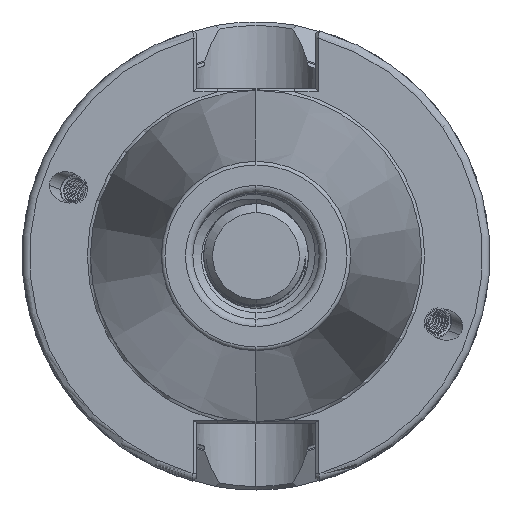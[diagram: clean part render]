
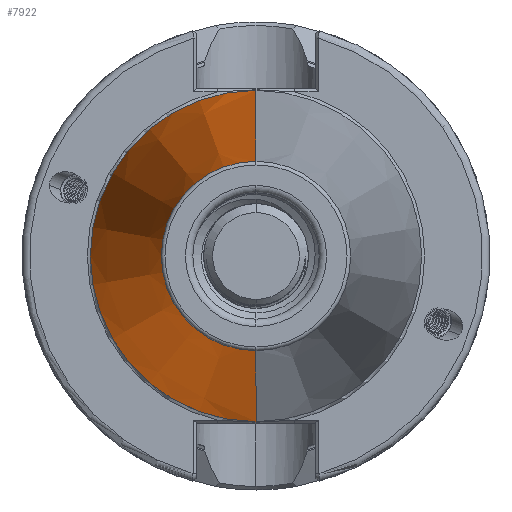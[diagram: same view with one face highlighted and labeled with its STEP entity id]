
A CAD part, left-side view. The second image highlights one B-rep face of the part: STEP entity #7922.
In plain terms, the highlighted conical face has half-angle 8.297 degrees and reference radius 22.298 mm.
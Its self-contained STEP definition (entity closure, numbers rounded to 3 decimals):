
#4285 = VERTEX_POINT ( 'NONE', #13788 ) ;
#4287 = VERTEX_POINT ( 'NONE', #13746 ) ;
#4310 = VERTEX_POINT ( 'NONE', #13844 ) ;
#4321 = VERTEX_POINT ( 'NONE', #13852 ) ;
#5917 = DIRECTION ( 'NONE',  ( 0., 0., -1. ) ) ;
#5926 = DIRECTION ( 'NONE',  ( 1., 0., 0. ) ) ;
#5935 = CARTESIAN_POINT ( 'NONE',  ( -1.5, 0., 0. ) ) ;
#6573 = DIRECTION ( 'NONE',  ( 0., 0., -1. ) ) ;
#6581 = DIRECTION ( 'NONE',  ( 1., 0., 0. ) ) ;
#6616 = CARTESIAN_POINT ( 'NONE',  ( -1.5, 0., 0. ) ) ;
#7132 = AXIS2_PLACEMENT_3D ( 'NONE', #6616, #6581, #6573 ) ;
#7299 = AXIS2_PLACEMENT_3D ( 'NONE', #8090, #8092, #8068 ) ;
#7307 = AXIS2_PLACEMENT_3D ( 'NONE', #5935, #5926, #5917 ) ;
#7719 = CARTESIAN_POINT ( 'NONE',  ( -1.5, 0., -22.298 ) ) ;
#7729 = DIRECTION ( 'NONE',  ( 0.99, 0., -0.144 ) ) ;
#7922 = ADVANCED_FACE ( 'NONE', ( #21769 ), #21835, .T. ) ;
#8068 = DIRECTION ( 'NONE',  ( 0., 0., -1. ) ) ;
#8090 = CARTESIAN_POINT ( 'NONE',  ( -66.972, 0., 0. ) ) ;
#8092 = DIRECTION ( 'NONE',  ( 1., 0., 0. ) ) ;
#8509 = LINE ( 'NONE', #7719, #8526 ) ;
#8515 = CIRCLE ( 'NONE', #7299, 12.75 ) ;
#8518 = VECTOR ( 'NONE', #22654, 1000. ) ;
#8526 = VECTOR ( 'NONE', #7729, 1000. ) ;
#8539 = LINE ( 'NONE', #22645, #8518 ) ;
#8566 = CIRCLE ( 'NONE', #7307, 22.298 ) ;
#13746 = CARTESIAN_POINT ( 'NONE',  ( -1.5, 0., 22.298 ) ) ;
#13788 = CARTESIAN_POINT ( 'NONE',  ( -66.972, 0., 12.75 ) ) ;
#13844 = CARTESIAN_POINT ( 'NONE',  ( -1.5, 0., -22.298 ) ) ;
#13852 = CARTESIAN_POINT ( 'NONE',  ( -66.972, 0., -12.75 ) ) ;
#17475 = EDGE_CURVE ( 'NONE', #4285, #4287, #8539, .T. ) ;
#17490 = EDGE_CURVE ( 'NONE', #4321, #4310, #8509, .T. ) ;
#17515 = EDGE_CURVE ( 'NONE', #4321, #4285, #8515, .T. ) ;
#17563 = EDGE_CURVE ( 'NONE', #4310, #4287, #8566, .T. ) ;
#19686 = EDGE_LOOP ( 'NONE', ( #20529, #20411, #20550, #20591 ) ) ;
#20411 = ORIENTED_EDGE ( 'NONE', *, *, #17475, .T. ) ;
#20529 = ORIENTED_EDGE ( 'NONE', *, *, #17515, .T. ) ;
#20550 = ORIENTED_EDGE ( 'NONE', *, *, #17563, .F. ) ;
#20591 = ORIENTED_EDGE ( 'NONE', *, *, #17490, .F. ) ;
#21769 = FACE_OUTER_BOUND ( 'NONE', #19686, .T. ) ;
#21835 = CONICAL_SURFACE ( 'NONE', #7132, 22.298, 0.145 ) ;
#22645 = CARTESIAN_POINT ( 'NONE',  ( -1.5, 0., 22.298 ) ) ;
#22654 = DIRECTION ( 'NONE',  ( 0.99, 0., 0.144 ) ) ;
